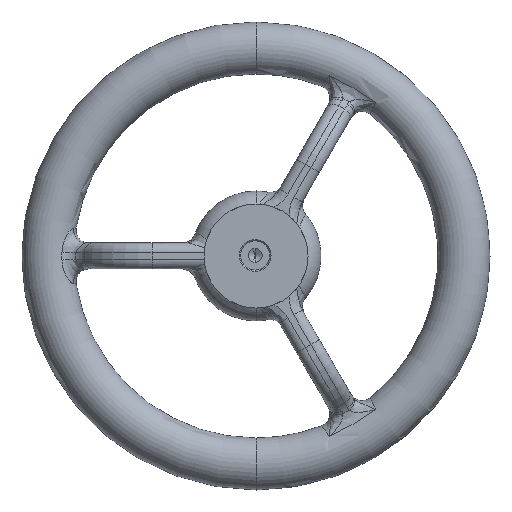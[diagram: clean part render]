
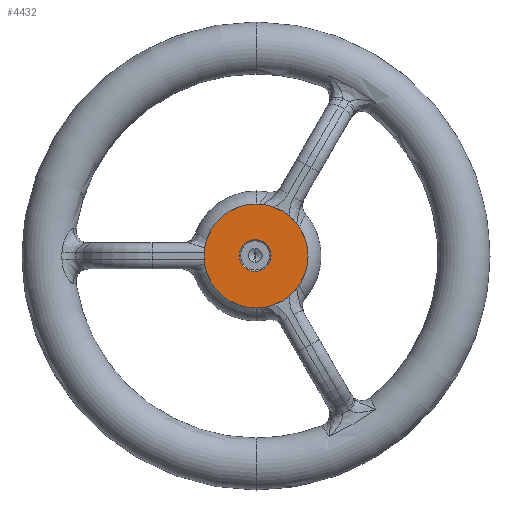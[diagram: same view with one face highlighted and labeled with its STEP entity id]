
A CAD part, front view. The second image highlights one B-rep face of the part: STEP entity #4432.
In plain terms, the highlighted planar face has unit normal (0, -1, 0).
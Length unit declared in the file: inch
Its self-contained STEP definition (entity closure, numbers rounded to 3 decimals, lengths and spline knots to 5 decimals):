
#222 = EDGE_CURVE ( 'NONE', #4764, #6487, #1241, .T. ) ;
#303 = PLANE ( 'NONE',  #1739 ) ;
#384 = CARTESIAN_POINT ( 'NONE',  ( -0.01556, -3., 0.31657 ) ) ;
#394 = FACE_OUTER_BOUND ( 'NONE', #5686, .T. ) ;
#463 = CIRCLE ( 'NONE', #1783, 0.30625 ) ;
#724 = VERTEX_POINT ( 'NONE', #5850 ) ;
#805 = EDGE_CURVE ( 'NONE', #839, #724, #4461, .T. ) ;
#839 = VERTEX_POINT ( 'NONE', #384 ) ;
#871 = DIRECTION ( 'NONE',  ( 0., -1., 0. ) ) ;
#894 = DIRECTION ( 'NONE',  ( 0., 0., -1. ) ) ;
#963 = CARTESIAN_POINT ( 'NONE',  ( -0.01556, -3., 0.01032 ) ) ;
#1090 = CARTESIAN_POINT ( 'NONE',  ( 0., -3., 0. ) ) ;
#1223 = EDGE_LOOP ( 'NONE', ( #4230, #4339 ) ) ;
#1241 = CIRCLE ( 'NONE', #3651, 1. ) ;
#1450 = CARTESIAN_POINT ( 'NONE',  ( -0.01556, -3., 0.01032 ) ) ;
#1672 = DIRECTION ( 'NONE',  ( 0., -1., 0. ) ) ;
#1739 = AXIS2_PLACEMENT_3D ( 'NONE', #6303, #6415, #3415 ) ;
#1783 = AXIS2_PLACEMENT_3D ( 'NONE', #1450, #871, #894 ) ;
#1874 = ORIENTED_EDGE ( 'NONE', *, *, #1875, .T. ) ;
#1875 = EDGE_CURVE ( 'NONE', #6487, #4764, #3636, .T. ) ;
#2240 = ORIENTED_EDGE ( 'NONE', *, *, #222, .T. ) ;
#3062 = DIRECTION ( 'NONE',  ( 0., -1., 0. ) ) ;
#3317 = FACE_BOUND ( 'NONE', #1223, .T. ) ;
#3415 = DIRECTION ( 'NONE',  ( 0., 0., 1. ) ) ;
#3636 = CIRCLE ( 'NONE', #5982, 1. ) ;
#3651 = AXIS2_PLACEMENT_3D ( 'NONE', #3768, #4788, #5292 ) ;
#3768 = CARTESIAN_POINT ( 'NONE',  ( 0., -3., 0. ) ) ;
#4115 = AXIS2_PLACEMENT_3D ( 'NONE', #963, #3062, #6636 ) ;
#4137 = DIRECTION ( 'NONE',  ( 0., 0., -1. ) ) ;
#4230 = ORIENTED_EDGE ( 'NONE', *, *, #6614, .F. ) ;
#4339 = ORIENTED_EDGE ( 'NONE', *, *, #805, .F. ) ;
#4432 = ADVANCED_FACE ( 'NONE', ( #3317, #394 ), #303, .F. ) ;
#4461 = CIRCLE ( 'NONE', #4115, 0.30625 ) ;
#4758 = CARTESIAN_POINT ( 'NONE',  ( 0., -3., -1. ) ) ;
#4764 = VERTEX_POINT ( 'NONE', #5501 ) ;
#4788 = DIRECTION ( 'NONE',  ( 0., -1., 0. ) ) ;
#5292 = DIRECTION ( 'NONE',  ( 0., 0., -1. ) ) ;
#5501 = CARTESIAN_POINT ( 'NONE',  ( 0., -3., 1. ) ) ;
#5686 = EDGE_LOOP ( 'NONE', ( #1874, #2240 ) ) ;
#5850 = CARTESIAN_POINT ( 'NONE',  ( -0.01556, -3., -0.29593 ) ) ;
#5982 = AXIS2_PLACEMENT_3D ( 'NONE', #1090, #1672, #4137 ) ;
#6303 = CARTESIAN_POINT ( 'NONE',  ( 0., -3., 0. ) ) ;
#6415 = DIRECTION ( 'NONE',  ( 0., 1., 0. ) ) ;
#6487 = VERTEX_POINT ( 'NONE', #4758 ) ;
#6614 = EDGE_CURVE ( 'NONE', #724, #839, #463, .T. ) ;
#6636 = DIRECTION ( 'NONE',  ( 0., 0., -1. ) ) ;
